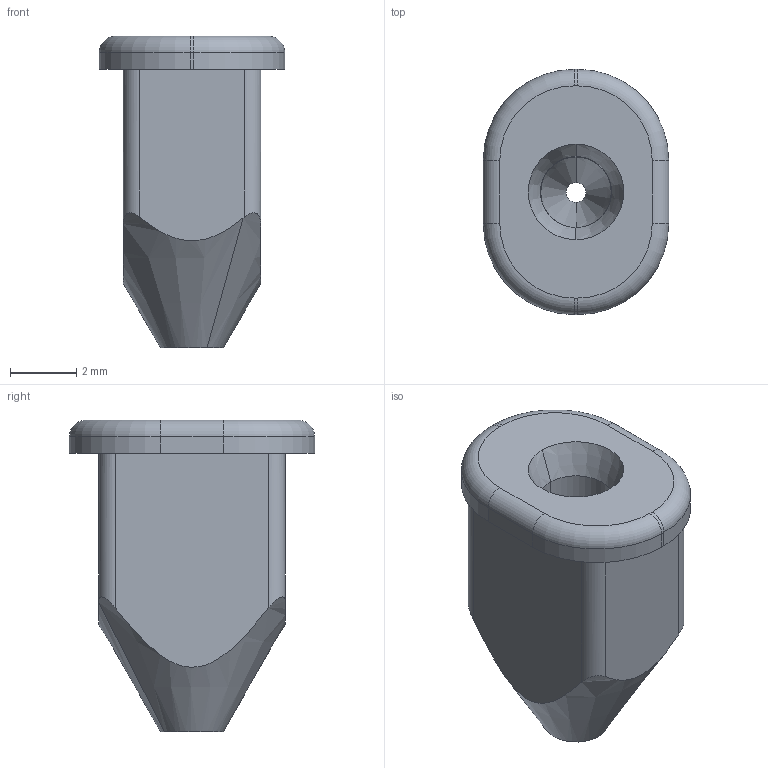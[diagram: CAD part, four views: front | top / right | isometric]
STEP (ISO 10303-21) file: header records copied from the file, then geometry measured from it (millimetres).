
FILE_DESCRIPTION(('CATIA V5R20 STEP214','CAx-IF Rec.Pracs.--- Model Styling and Organization---1.2---2011-12-15'),'2;1');
FILE_NAME ('425281_1', '2016-01-18T10:41:31+00:00', ('Weidmueller Interface'), ('Weidmueller'), 'CATIA Version 5-6 Release 2014 SP4', 'CATIA V5 STEP AP214', 'none');
FILE_SCHEMA(('AUTOMOTIVE_DESIGN { 1 0 10303 214 1 1 1 1 }'));
Length unit declared in the file: millimetre
Products named in the file (1): 1636640000_ZRH_4_1_WS
Bounding box: 5.6 x 7.4 x 9.4 mm (x, y, z)
Volume: 163 mm3; surface area: 253.2 mm2
Topology: 1 solids, 1 shells, 41 faces, 96 edges, 58 vertices
Faces by surface type: cylinder 16, plane 11, torus 8, cone 6
Entity records: 1289 total; most frequent: CARTESIAN_POINT 353, ORIENTED_EDGE 192, DIRECTION 167, EDGE_CURVE 96, AXIS2_PLACEMENT_3D 85, VERTEX_POINT 58, EDGE_LOOP 44, CIRCLE 43
